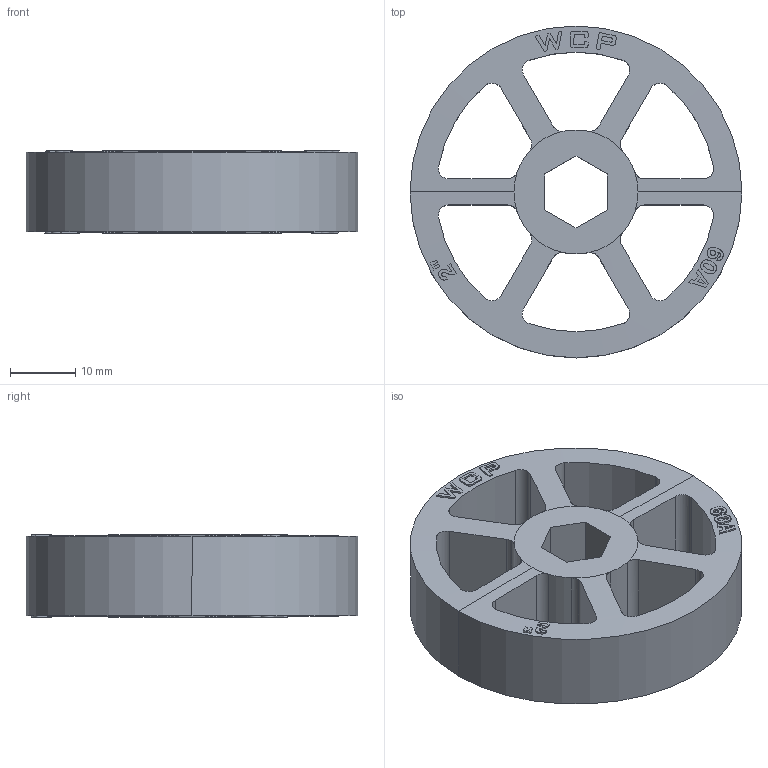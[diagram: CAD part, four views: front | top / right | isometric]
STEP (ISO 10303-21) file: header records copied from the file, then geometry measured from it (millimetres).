
FILE_DESCRIPTION (( 'STEP AP214' ), '1' );
FILE_NAME ('WCP-1286 Rev1.step', '2024-01-17T23:04:12', ( '' ), ( '' ), 'SwSTEP 2.0', 'SolidWorks 2022', '' );
FILE_SCHEMA (( 'AUTOMOTIVE_DESIGN' ));
Length unit declared in the file: inch
Products named in the file (1): WCP-1286 Rev1
Bounding box: 50.8 x 50.8 x 12.7 mm (x, y, z)
Volume: 13529.2 mm3; surface area: 8010.3 mm2
Topology: 1 solids, 1 shells, 300 faces, 824 edges, 540 vertices
Faces by surface type: plane 162, bspline 82, cylinder 44, cone 12
Entity records: 13998 total; most frequent: CARTESIAN_POINT 7257, ORIENTED_EDGE 1648, DIRECTION 934, EDGE_CURVE 824, VERTEX_POINT 540, VECTOR 408, LINE 408, B_SPLINE_CURVE_WITH_KNOTS 372
